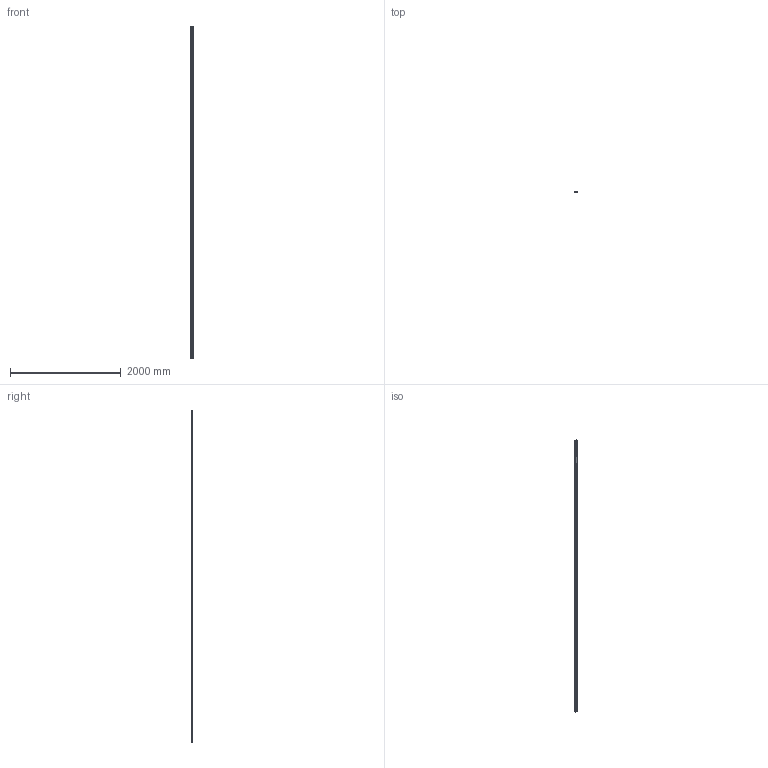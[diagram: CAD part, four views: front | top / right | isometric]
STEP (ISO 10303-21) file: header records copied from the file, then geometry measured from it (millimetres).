
FILE_DESCRIPTION (( 'STEP AP203' ), '1' );
FILE_NAME ('6992-6.step', '2021-12-22T10:31:04', ( '' ), ( '' ), 'SwSTEP 2.0', 'SolidWorks 2018', '' );
FILE_SCHEMA (( 'CONFIG_CONTROL_DESIGN' ));
Products named in the file (2): 6992-6
Bounding box: 40 x 20 x 6000 mm (x, y, z)
Volume: 1288679.2 mm3; surface area: 1295438.5 mm2
Topology: 1 solids, 1 shells, 4809 faces, 11954 edges, 7168 vertices
Faces by surface type: cylinder 2306, torus 2304, plane 109, bspline 90
Entity records: 281909 total; most frequent: CARTESIAN_POINT 183365, ORIENTED_EDGE 23908, DIRECTION 14432, EDGE_CURVE 11954, VERTEX_POINT 7168, B_SPLINE_CURVE_WITH_KNOTS 6984, VECTOR 4950, LINE 4950
